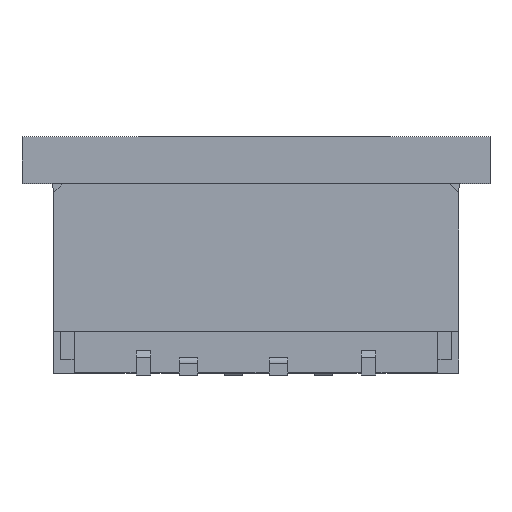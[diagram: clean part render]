
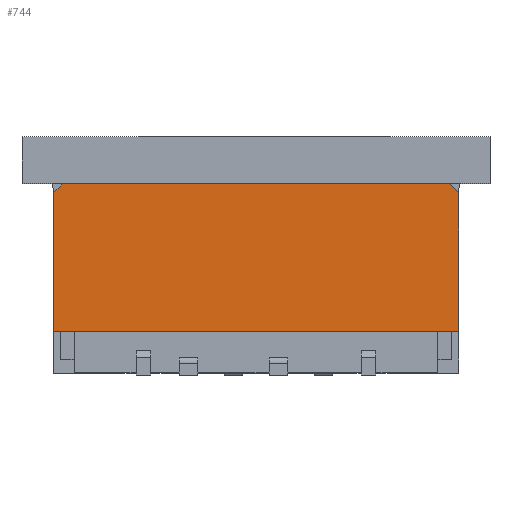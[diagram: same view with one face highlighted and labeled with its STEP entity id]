
A CAD part, top view. The second image highlights one B-rep face of the part: STEP entity #744.
In plain terms, the highlighted face is planar.
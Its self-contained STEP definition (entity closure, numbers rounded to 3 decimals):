
#96 = VERTEX_POINT ( 'NONE', #6059 ) ;
#290 = EDGE_CURVE ( 'NONE', #3973, #6504, #4888, .T. ) ;
#375 = EDGE_CURVE ( 'NONE', #4975, #3973, #5932, .T. ) ;
#413 = EDGE_CURVE ( 'NONE', #96, #4975, #3950, .T. ) ;
#488 = DIRECTION ( 'NONE',  ( 0., 0., 1. ) ) ;
#564 = EDGE_LOOP ( 'NONE', ( #1753, #849, #3588, #5711, #959, #6217 ) ) ;
#744 = ADVANCED_FACE ( 'NONE', ( #813 ), #6425, .T. ) ;
#813 = FACE_OUTER_BOUND ( 'NONE', #564, .T. ) ;
#849 = ORIENTED_EDGE ( 'NONE', *, *, #413, .T. ) ;
#959 = ORIENTED_EDGE ( 'NONE', *, *, #4252, .T. ) ;
#1184 = AXIS2_PLACEMENT_3D ( 'NONE', #3912, #1844, #3881 ) ;
#1289 = DIRECTION ( 'NONE',  ( -0.707, 0., 0.707 ) ) ;
#1565 = CARTESIAN_POINT ( 'NONE',  ( -4.5, 1.8, 1.18 ) ) ;
#1753 = ORIENTED_EDGE ( 'NONE', *, *, #6308, .F. ) ;
#1844 = DIRECTION ( 'NONE',  ( 0., 1., 0. ) ) ;
#1860 = DIRECTION ( 'NONE',  ( 0., 0., 1. ) ) ;
#1981 = CARTESIAN_POINT ( 'NONE',  ( 4.5, 1.8, 1.18 ) ) ;
#2210 = CARTESIAN_POINT ( 'NONE',  ( -4.3, 1.8, -2.1 ) ) ;
#2937 = VECTOR ( 'NONE', #488, 1000. ) ;
#3521 = LINE ( 'NONE', #5065, #2937 ) ;
#3588 = ORIENTED_EDGE ( 'NONE', *, *, #375, .T. ) ;
#3872 = VECTOR ( 'NONE', #5270, 1000. ) ;
#3881 = DIRECTION ( 'NONE',  ( 1., 0., 0. ) ) ;
#3912 = CARTESIAN_POINT ( 'NONE',  ( 0., 1.8, -0.46 ) ) ;
#3950 = LINE ( 'NONE', #4589, #6197 ) ;
#3973 = VERTEX_POINT ( 'NONE', #2210 ) ;
#4165 = LINE ( 'NONE', #1565, #3872 ) ;
#4252 = EDGE_CURVE ( 'NONE', #6504, #5641, #4397, .T. ) ;
#4327 = CARTESIAN_POINT ( 'NONE',  ( 4.3, 1.8, -2.1 ) ) ;
#4367 = VECTOR ( 'NONE', #1289, 1000. ) ;
#4385 = VECTOR ( 'NONE', #4454, 1000. ) ;
#4397 = LINE ( 'NONE', #6439, #5372 ) ;
#4450 = EDGE_CURVE ( 'NONE', #5641, #5114, #4165, .T. ) ;
#4454 = DIRECTION ( 'NONE',  ( -1., 0., 0. ) ) ;
#4589 = CARTESIAN_POINT ( 'NONE',  ( 4.5, 1.8, -1.9 ) ) ;
#4888 = LINE ( 'NONE', #5328, #4367 ) ;
#4975 = VERTEX_POINT ( 'NONE', #5295 ) ;
#5065 = CARTESIAN_POINT ( 'NONE',  ( 4.5, 1.8, -1.9 ) ) ;
#5097 = DIRECTION ( 'NONE',  ( -0.707, 0., -0.707 ) ) ;
#5114 = VERTEX_POINT ( 'NONE', #1981 ) ;
#5270 = DIRECTION ( 'NONE',  ( 1., 0., 0. ) ) ;
#5295 = CARTESIAN_POINT ( 'NONE',  ( 4.3, 1.8, -2.1 ) ) ;
#5328 = CARTESIAN_POINT ( 'NONE',  ( -4.3, 1.8, -2.1 ) ) ;
#5372 = VECTOR ( 'NONE', #1860, 1000. ) ;
#5641 = VERTEX_POINT ( 'NONE', #6176 ) ;
#5711 = ORIENTED_EDGE ( 'NONE', *, *, #290, .T. ) ;
#5932 = LINE ( 'NONE', #4327, #4385 ) ;
#6059 = CARTESIAN_POINT ( 'NONE',  ( 4.5, 1.8, -1.9 ) ) ;
#6176 = CARTESIAN_POINT ( 'NONE',  ( -4.5, 1.8, 1.18 ) ) ;
#6197 = VECTOR ( 'NONE', #5097, 1000. ) ;
#6217 = ORIENTED_EDGE ( 'NONE', *, *, #4450, .T. ) ;
#6308 = EDGE_CURVE ( 'NONE', #96, #5114, #3521, .T. ) ;
#6425 = PLANE ( 'NONE',  #1184 ) ;
#6439 = CARTESIAN_POINT ( 'NONE',  ( -4.5, 1.8, -1.9 ) ) ;
#6504 = VERTEX_POINT ( 'NONE', #6580 ) ;
#6580 = CARTESIAN_POINT ( 'NONE',  ( -4.5, 1.8, -1.9 ) ) ;
